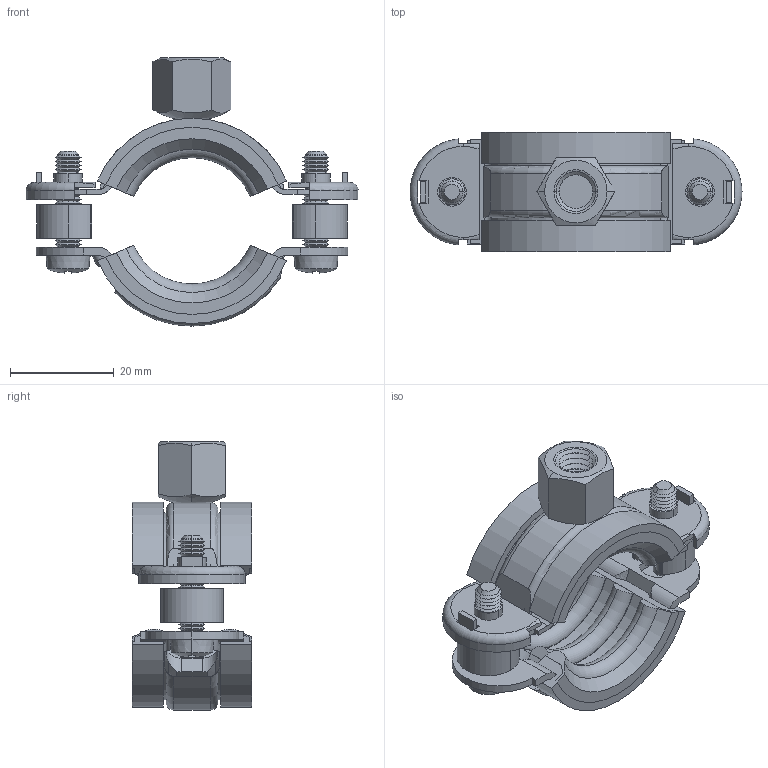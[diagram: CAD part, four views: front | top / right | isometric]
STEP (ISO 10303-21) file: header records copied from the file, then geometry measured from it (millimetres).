
FILE_DESCRIPTION((''),'2;1');
FILE_NAME('25151.stp','2007-07-19T15:44:44',(''),(''),'Mechanical Desktop.R8.0.24.0','Mechanical Desktop.R8.0.24.0',', , ');
FILE_SCHEMA(('CONFIG_CONTROL_DESIGN'));
Length unit declared in the file: millimetre
Products named in the file (19): 25151; GEWINDETEIL; OBERTEIL; GEWINDEPLATTE; SCHRAUBE; HUTMUTTER8; DGL GRUNDKÖRPER OT; TEIL1; DGL GRUNDKÖRPER; ~TEIL1; KUNSTSTOFFTEIL GR逴; ~~TEIL1; FADEN AUßEN; ~~~TEIL1; FADEN MITTE; ~~~~TEIL1; ~FADEN MITTE; ~~~~~TEIL1; RM_SDB
Assembly tree (26 placements, depth 3):
  25151
    GEWINDETEIL
    OBERTEIL
    GEWINDEPLATTE  x2
    SCHRAUBE  x2
    HUTMUTTER8
    DGL GRUNDKÖRPER OT
      TEIL1
    DGL GRUNDKÖRPER
      ~TEIL1
    KUNSTSTOFFTEIL GR逴  x2
      ~~TEIL1
    FADEN AUßEN  x4
      ~~~TEIL1
    FADEN MITTE
      ~~~~TEIL1
    ~FADEN MITTE
      ~~~~~TEIL1
    RM_SDB  x3
Bounding box: 63.89 x 23 x 51.61 mm (x, y, z)
Volume: 14749.3 mm3; surface area: 20631.8 mm2
Topology: 17 solids, 17 shells, 595 faces, 1454 edges, 894 vertices
Faces by surface type: cone 234, plane 177, cylinder 140, torus 30, bspline 14
Entity records: 13586 total; most frequent: CARTESIAN_POINT 3279, DIRECTION 2203, ORIENTED_EDGE 2056, EDGE_CURVE 1028, AXIS2_PLACEMENT_3D 843, VERTEX_POINT 641, VECTOR 517, LINE 517
